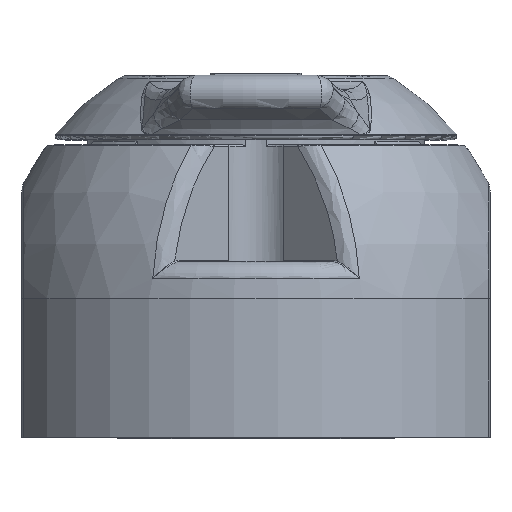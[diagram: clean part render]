
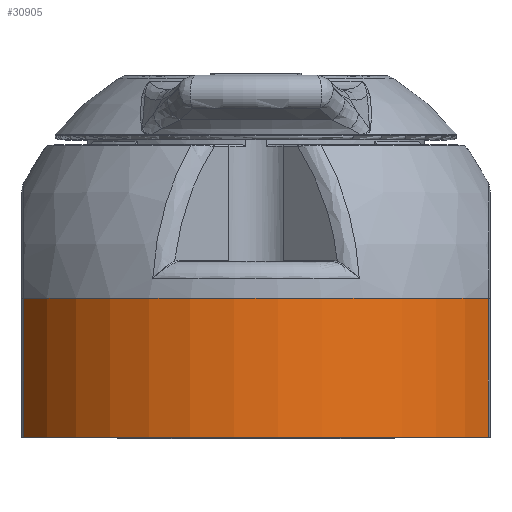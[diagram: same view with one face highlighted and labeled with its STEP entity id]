
A CAD part, top view. The second image highlights one B-rep face of the part: STEP entity #30905.
In plain terms, the highlighted cylindrical face has radius 35.5 mm (diameter 71 mm), a partial arc.
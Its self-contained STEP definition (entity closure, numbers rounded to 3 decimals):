
#6544=CARTESIAN_POINT('',(0.,19.,0.));
#6545=DIRECTION('',(0.,-1.,0.));
#6546=DIRECTION('',(0.894,0.,0.448));
#6547=AXIS2_PLACEMENT_3D('',#6544,#6545,#6546);
#8117=DIRECTION('',(0.,1.,0.));
#8118=VECTOR('',#8117,19.);
#8119=CARTESIAN_POINT('',(31.735,0.,15.911));
#8120=LINE('',#8119,#8118);
#8121=CARTESIAN_POINT('',(0.,0.,0.));
#8122=DIRECTION('',(0.,-1.,0.));
#8123=DIRECTION('',(0.894,0.,0.448));
#8124=AXIS2_PLACEMENT_3D('',#8121,#8122,#8123);
#8126=DIRECTION('',(0.,1.,0.));
#8127=VECTOR('',#8126,19.);
#8128=CARTESIAN_POINT('',(-31.735,0.,15.911));
#8129=LINE('',#8128,#8127);
#17927=CARTESIAN_POINT('',(31.735,19.,15.911));
#17928=VERTEX_POINT('',#17927);
#17932=CARTESIAN_POINT('',(31.735,0.,15.911));
#17934=VERTEX_POINT('',#17932);
#17971=CARTESIAN_POINT('',(-31.735,19.,15.911));
#17972=VERTEX_POINT('',#17971);
#17973=CARTESIAN_POINT('',(-31.735,0.,15.911));
#17975=VERTEX_POINT('',#17973);
#30893=CARTESIAN_POINT('',(0.,57.225,0.));
#30894=DIRECTION('',(0.,-1.,0.));
#30895=DIRECTION('',(-1.,0.,0.));
#30896=AXIS2_PLACEMENT_3D('',#30893,#30894,#30895);
#30897=CYLINDRICAL_SURFACE('',#30896,35.5);
#30899=ORIENTED_EDGE('',*,*,#30898,.F.);
#30900=ORIENTED_EDGE('',*,*,#20499,.T.);
#30901=ORIENTED_EDGE('',*,*,#30888,.T.);
#30902=ORIENTED_EDGE('',*,*,#28769,.F.);
#30903=EDGE_LOOP('',(#30899,#30900,#30901,#30902));
#30904=FACE_OUTER_BOUND('',#30903,.F.);
#30905=ADVANCED_FACE('',(#30904),#30897,.T.);
#6548=CIRCLE('',#6547,35.5);
#8125=CIRCLE('',#8124,35.5);
#20499=EDGE_CURVE('',#17934,#17975,#8125,.T.);
#28769=EDGE_CURVE('',#17928,#17972,#6548,.T.);
#30888=EDGE_CURVE('',#17975,#17972,#8129,.T.);
#30898=EDGE_CURVE('',#17934,#17928,#8120,.T.);
